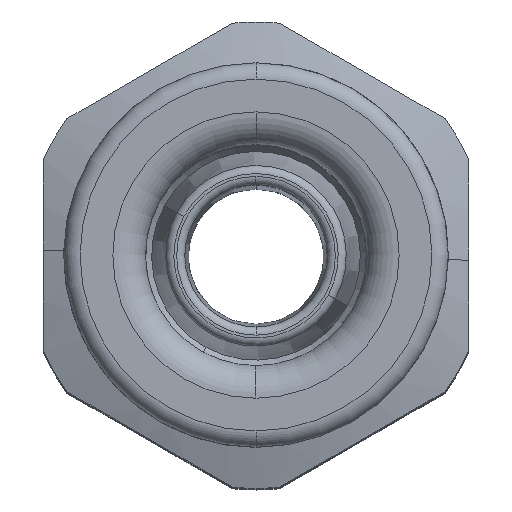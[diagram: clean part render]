
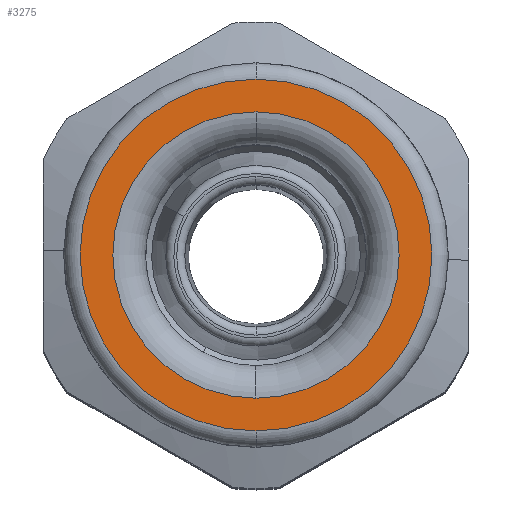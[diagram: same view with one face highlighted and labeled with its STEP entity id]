
A CAD part, top view. The second image highlights one B-rep face of the part: STEP entity #3275.
In plain terms, the highlighted planar face has unit normal (0, 0, 1).
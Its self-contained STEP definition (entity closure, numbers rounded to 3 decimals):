
#3169=AXIS2_PLACEMENT_3D('Circle Axis2P3D',#3167,#3168,$) ;
#3193=AXIS2_PLACEMENT_3D('Circle Axis2P3D',#3191,#3192,$) ;
#3251=AXIS2_PLACEMENT_3D('Plane Axis2P3D',#3248,#3249,#3250) ;
#3255=AXIS2_PLACEMENT_3D('Circle Axis2P3D',#3253,#3254,$) ;
#3264=AXIS2_PLACEMENT_3D('Circle Axis2P3D',#3262,#3263,$) ;
#3164=CARTESIAN_POINT('Vertex',(13.,23.,81.9)) ;
#3167=CARTESIAN_POINT('Axis2P3D Location',(13.,14.25,81.9)) ;
#3171=CARTESIAN_POINT('Vertex',(13.,5.5,81.9)) ;
#3191=CARTESIAN_POINT('Axis2P3D Location',(13.,14.25,81.9)) ;
#3248=CARTESIAN_POINT('Axis2P3D Location',(13.,14.25,81.9)) ;
#3253=CARTESIAN_POINT('Axis2P3D Location',(13.,14.25,81.9)) ;
#3257=CARTESIAN_POINT('Vertex',(13.,25.,81.9)) ;
#3259=CARTESIAN_POINT('Vertex',(13.,3.5,81.9)) ;
#3262=CARTESIAN_POINT('Axis2P3D Location',(13.,14.25,81.9)) ;
#3168=DIRECTION('Axis2P3D Direction',(0.,0.,1.)) ;
#3192=DIRECTION('Axis2P3D Direction',(0.,0.,1.)) ;
#3249=DIRECTION('Axis2P3D Direction',(0.,0.,1.)) ;
#3250=DIRECTION('Axis2P3D XDirection',(0.,1.,0.)) ;
#3254=DIRECTION('Axis2P3D Direction',(0.,0.,1.)) ;
#3263=DIRECTION('Axis2P3D Direction',(0.,0.,1.)) ;
#3268=ORIENTED_EDGE('',*,*,#3261,.T.) ;
#3269=ORIENTED_EDGE('',*,*,#3266,.T.) ;
#3272=ORIENTED_EDGE('',*,*,#3195,.F.) ;
#3273=ORIENTED_EDGE('',*,*,#3173,.F.) ;
#3274=FACE_BOUND('',#3271,.T.) ;
#3275=ADVANCED_FACE('PartBody',(#3270,#3274),#3252,.T.) ;
#3170=CIRCLE('generated circle',#3169,8.75) ;
#3194=CIRCLE('generated circle',#3193,8.75) ;
#3256=CIRCLE('generated circle',#3255,10.75) ;
#3265=CIRCLE('generated circle',#3264,10.75) ;
#3173=EDGE_CURVE('',#3165,#3172,#3170,.T.) ;
#3195=EDGE_CURVE('',#3172,#3165,#3194,.T.) ;
#3261=EDGE_CURVE('',#3258,#3260,#3256,.T.) ;
#3266=EDGE_CURVE('',#3260,#3258,#3265,.T.) ;
#3267=EDGE_LOOP('',(#3268,#3269)) ;
#3271=EDGE_LOOP('',(#3272,#3273)) ;
#3270=FACE_OUTER_BOUND('',#3267,.T.) ;
#3252=PLANE('',#3251) ;
#3165=VERTEX_POINT('',#3164) ;
#3172=VERTEX_POINT('',#3171) ;
#3258=VERTEX_POINT('',#3257) ;
#3260=VERTEX_POINT('',#3259) ;
